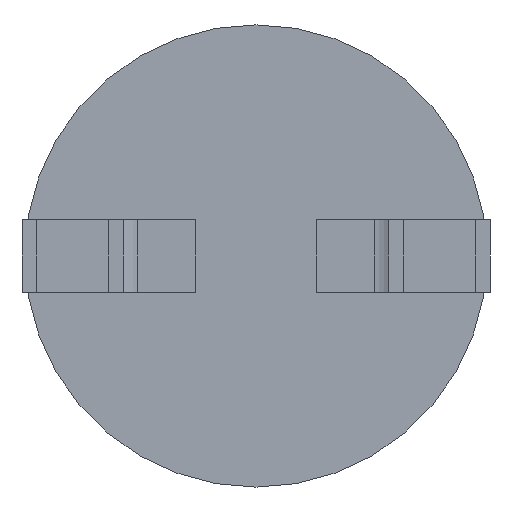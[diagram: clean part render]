
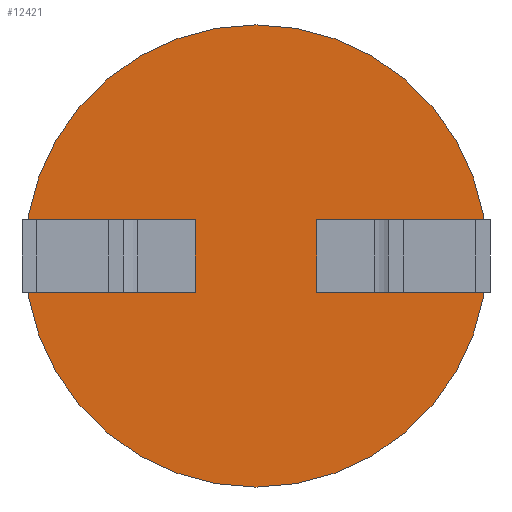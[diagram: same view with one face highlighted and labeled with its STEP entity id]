
A CAD part, front view. The second image highlights one B-rep face of the part: STEP entity #12421.
In plain terms, the highlighted planar face has unit normal (0, -1, 0).
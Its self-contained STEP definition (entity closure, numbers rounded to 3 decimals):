
#890 = EDGE_LOOP ( 'NONE', ( #15105, #15110, #15108, #15111 ) ) ;
#892 = EDGE_LOOP ( 'NONE', ( #15118, #15117 ) ) ;
#914 = EDGE_LOOP ( 'NONE', ( #15112, #15114, #15113, #15115 ) ) ;
#7700 = PLANE ( 'NONE',  #16083 ) ;
#7701 = CARTESIAN_POINT ( 'NONE',  ( 0., 0., 0. ) ) ;
#7702 = DIRECTION ( 'NONE',  ( 0., -1., 0. ) ) ;
#7703 = DIRECTION ( 'NONE',  ( 0., 0., -1. ) ) ;
#7798 = CARTESIAN_POINT ( 'NONE',  ( 0., 0., 1.6 ) ) ;
#7836 = CARTESIAN_POINT ( 'NONE',  ( 0., 0., -1.6 ) ) ;
#7861 = CARTESIAN_POINT ( 'NONE',  ( -0.42, 0., 0.25 ) ) ;
#7881 = CARTESIAN_POINT ( 'NONE',  ( -1.27, 0., 0.25 ) ) ;
#7918 = CARTESIAN_POINT ( 'NONE',  ( -0.42, 0., -0.25 ) ) ;
#7919 = CARTESIAN_POINT ( 'NONE',  ( -1.27, 0., -0.25 ) ) ;
#7920 = CARTESIAN_POINT ( 'NONE',  ( 0.42, 0., 0.25 ) ) ;
#7921 = CARTESIAN_POINT ( 'NONE',  ( 1.27, 0., 0.25 ) ) ;
#7922 = CARTESIAN_POINT ( 'NONE',  ( 1.27, 0., -0.25 ) ) ;
#7923 = CARTESIAN_POINT ( 'NONE',  ( 0.42, 0., -0.25 ) ) ;
#8245 = FACE_OUTER_BOUND ( 'NONE', #892, .T. ) ;
#8739 = CARTESIAN_POINT ( 'NONE',  ( 0., 0., 0. ) ) ;
#8743 = DIRECTION ( 'NONE',  ( 0., -1., 0. ) ) ;
#8744 = DIRECTION ( 'NONE',  ( 0., 0., -1. ) ) ;
#8874 = LINE ( 'NONE', #8875, #13418 ) ;
#8875 = CARTESIAN_POINT ( 'NONE',  ( 0., 0., 0.25 ) ) ;
#8876 = DIRECTION ( 'NONE',  ( -1., 0., 0. ) ) ;
#11148 = EDGE_CURVE ( 'NONE', #14145, #14107, #11833, .T. ) ;
#11169 = EDGE_CURVE ( 'NONE', #14170, #14190, #8874, .T. ) ;
#11620 = EDGE_CURVE ( 'NONE', #14170, #14662, #16717, .T. ) ;
#11621 = EDGE_CURVE ( 'NONE', #14662, #14663, #16720, .T. ) ;
#11622 = EDGE_CURVE ( 'NONE', #14190, #14663, #16723, .T. ) ;
#11623 = EDGE_CURVE ( 'NONE', #14664, #14665, #16726, .T. ) ;
#11624 = EDGE_CURVE ( 'NONE', #14665, #14666, #16729, .T. ) ;
#11625 = EDGE_CURVE ( 'NONE', #14667, #14666, #16732, .T. ) ;
#11626 = EDGE_CURVE ( 'NONE', #14664, #14667, #16735, .T. ) ;
#11627 = EDGE_CURVE ( 'NONE', #14107, #14145, #11837, .T. ) ;
#11833 = CIRCLE ( 'NONE', #13397, 1.6 ) ;
#11837 = CIRCLE ( 'NONE', #13072, 1.6 ) ;
#12150 = FACE_BOUND ( 'NONE', #914, .T. ) ;
#12421 = ADVANCED_FACE ( 'NONE', ( #16105, #12150, #8245 ), #7700, .T. ) ;
#13066 = VECTOR ( 'NONE', #16719, 1000. ) ;
#13067 = VECTOR ( 'NONE', #16722, 1000. ) ;
#13068 = VECTOR ( 'NONE', #16725, 1000. ) ;
#13069 = VECTOR ( 'NONE', #16728, 1000. ) ;
#13070 = VECTOR ( 'NONE', #16731, 1000. ) ;
#13071 = VECTOR ( 'NONE', #16734, 1000. ) ;
#13072 = AXIS2_PLACEMENT_3D ( 'NONE', #16716, #16738, #16739 ) ;
#13073 = VECTOR ( 'NONE', #16737, 1000. ) ;
#13397 = AXIS2_PLACEMENT_3D ( 'NONE', #8739, #8743, #8744 ) ;
#13418 = VECTOR ( 'NONE', #8876, 1000. ) ;
#14107 = VERTEX_POINT ( 'NONE', #7798 ) ;
#14145 = VERTEX_POINT ( 'NONE', #7836 ) ;
#14170 = VERTEX_POINT ( 'NONE', #7861 ) ;
#14190 = VERTEX_POINT ( 'NONE', #7881 ) ;
#14662 = VERTEX_POINT ( 'NONE', #7918 ) ;
#14663 = VERTEX_POINT ( 'NONE', #7919 ) ;
#14664 = VERTEX_POINT ( 'NONE', #7920 ) ;
#14665 = VERTEX_POINT ( 'NONE', #7921 ) ;
#14666 = VERTEX_POINT ( 'NONE', #7922 ) ;
#14667 = VERTEX_POINT ( 'NONE', #7923 ) ;
#15105 = ORIENTED_EDGE ( 'NONE', *, *, #11169, .F. ) ;
#15108 = ORIENTED_EDGE ( 'NONE', *, *, #11621, .T. ) ;
#15110 = ORIENTED_EDGE ( 'NONE', *, *, #11620, .T. ) ;
#15111 = ORIENTED_EDGE ( 'NONE', *, *, #11622, .F. ) ;
#15112 = ORIENTED_EDGE ( 'NONE', *, *, #11623, .T. ) ;
#15113 = ORIENTED_EDGE ( 'NONE', *, *, #11625, .F. ) ;
#15114 = ORIENTED_EDGE ( 'NONE', *, *, #11624, .T. ) ;
#15115 = ORIENTED_EDGE ( 'NONE', *, *, #11626, .F. ) ;
#15117 = ORIENTED_EDGE ( 'NONE', *, *, #11627, .T. ) ;
#15118 = ORIENTED_EDGE ( 'NONE', *, *, #11148, .T. ) ;
#16083 = AXIS2_PLACEMENT_3D ( 'NONE', #7701, #7702, #7703 ) ;
#16105 = FACE_BOUND ( 'NONE', #890, .T. ) ;
#16716 = CARTESIAN_POINT ( 'NONE',  ( 0., 0., 0. ) ) ;
#16717 = LINE ( 'NONE', #16718, #13066 ) ;
#16718 = CARTESIAN_POINT ( 'NONE',  ( -0.42, 0., 0.25 ) ) ;
#16719 = DIRECTION ( 'NONE',  ( 0., 0., -1. ) ) ;
#16720 = LINE ( 'NONE', #16721, #13067 ) ;
#16721 = CARTESIAN_POINT ( 'NONE',  ( 0., 0., -0.25 ) ) ;
#16722 = DIRECTION ( 'NONE',  ( -1., 0., 0. ) ) ;
#16723 = LINE ( 'NONE', #16724, #13068 ) ;
#16724 = CARTESIAN_POINT ( 'NONE',  ( -1.27, 0., 0.25 ) ) ;
#16725 = DIRECTION ( 'NONE',  ( 0., 0., -1. ) ) ;
#16726 = LINE ( 'NONE', #16727, #13069 ) ;
#16727 = CARTESIAN_POINT ( 'NONE',  ( 0., 0., 0.25 ) ) ;
#16728 = DIRECTION ( 'NONE',  ( 1., 0., 0. ) ) ;
#16729 = LINE ( 'NONE', #16730, #13070 ) ;
#16730 = CARTESIAN_POINT ( 'NONE',  ( 1.27, 0., 0.25 ) ) ;
#16731 = DIRECTION ( 'NONE',  ( 0., 0., -1. ) ) ;
#16732 = LINE ( 'NONE', #16733, #13071 ) ;
#16733 = CARTESIAN_POINT ( 'NONE',  ( 0., 0., -0.25 ) ) ;
#16734 = DIRECTION ( 'NONE',  ( 1., 0., 0. ) ) ;
#16735 = LINE ( 'NONE', #16736, #13073 ) ;
#16736 = CARTESIAN_POINT ( 'NONE',  ( 0.42, 0., 0.25 ) ) ;
#16737 = DIRECTION ( 'NONE',  ( 0., 0., -1. ) ) ;
#16738 = DIRECTION ( 'NONE',  ( 0., -1., 0. ) ) ;
#16739 = DIRECTION ( 'NONE',  ( 0., 0., -1. ) ) ;
